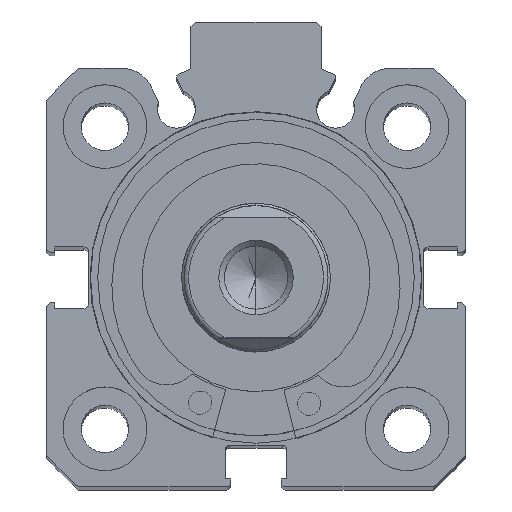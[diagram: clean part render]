
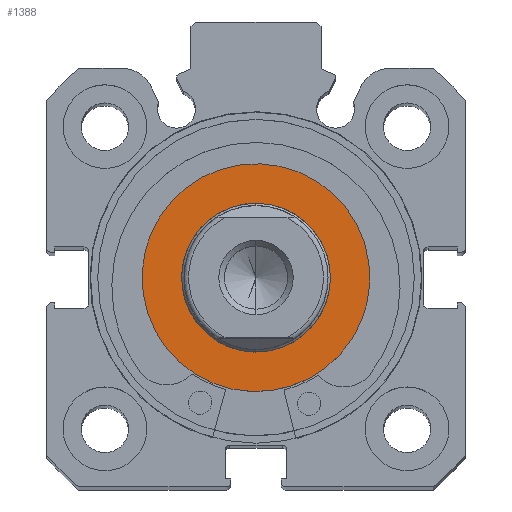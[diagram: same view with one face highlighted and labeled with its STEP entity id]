
A CAD part, top view. The second image highlights one B-rep face of the part: STEP entity #1388.
In plain terms, the highlighted face is planar.
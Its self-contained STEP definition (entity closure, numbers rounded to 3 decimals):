
#261 = VERTEX_POINT ( 'NONE', #389 ) ;
#262 = VERTEX_POINT ( 'NONE', #388 ) ;
#263 = VERTEX_POINT ( 'NONE', #387 ) ;
#265 = VERTEX_POINT ( 'NONE', #385 ) ;
#385 = CARTESIAN_POINT ( 'NONE',  ( 0., 0., 12.25 ) ) ;
#387 = CARTESIAN_POINT ( 'NONE',  ( 0., 0., 8. ) ) ;
#388 = CARTESIAN_POINT ( 'NONE',  ( 0., 0., -8. ) ) ;
#389 = CARTESIAN_POINT ( 'NONE',  ( 0., 0., -12.25 ) ) ;
#739 = ORIENTED_EDGE ( 'NONE', *, *, #6898, .F. ) ;
#746 = ORIENTED_EDGE ( 'NONE', *, *, #7200, .F. ) ;
#843 = ORIENTED_EDGE ( 'NONE', *, *, #7215, .T. ) ;
#844 = ORIENTED_EDGE ( 'NONE', *, *, #7060, .T. ) ;
#953 = EDGE_LOOP ( 'NONE', ( #843, #844 ) ) ;
#1045 = EDGE_LOOP ( 'NONE', ( #739, #746 ) ) ;
#1388 = ADVANCED_FACE ( 'NONE', ( #2987, #2998 ), #4075, .F. ) ;
#1815 = AXIS2_PLACEMENT_3D ( 'NONE', #4074, #4076, #4077 ) ;
#1920 = AXIS2_PLACEMENT_3D ( 'NONE', #5507, #5514, #5515 ) ;
#1989 = AXIS2_PLACEMENT_3D ( 'NONE', #5982, #5984, #5985 ) ;
#2051 = AXIS2_PLACEMENT_3D ( 'NONE', #6330, #6342, #6343 ) ;
#2058 = AXIS2_PLACEMENT_3D ( 'NONE', #6368, #6386, #6387 ) ;
#2987 = FACE_BOUND ( 'NONE', #1045, .T. ) ;
#2998 = FACE_OUTER_BOUND ( 'NONE', #953, .T. ) ;
#4074 = CARTESIAN_POINT ( 'NONE',  ( 0., 12.25, 0. ) ) ;
#4075 = PLANE ( 'NONE',  #1815 ) ;
#4076 = DIRECTION ( 'NONE',  ( 1., 0., 0. ) ) ;
#4077 = DIRECTION ( 'NONE',  ( 0., 0., -1. ) ) ;
#4780 = CIRCLE ( 'NONE', #1920, 8. ) ;
#5008 = CIRCLE ( 'NONE', #1989, 12.25 ) ;
#5223 = CIRCLE ( 'NONE', #2051, 8. ) ;
#5243 = CIRCLE ( 'NONE', #2058, 12.25 ) ;
#5507 = CARTESIAN_POINT ( 'NONE',  ( 0., 0., 0. ) ) ;
#5514 = DIRECTION ( 'NONE',  ( -1., 0., 0. ) ) ;
#5515 = DIRECTION ( 'NONE',  ( 0., 0., 1. ) ) ;
#5982 = CARTESIAN_POINT ( 'NONE',  ( 0., 0., 0. ) ) ;
#5984 = DIRECTION ( 'NONE',  ( -1., 0., 0. ) ) ;
#5985 = DIRECTION ( 'NONE',  ( 0., 0., 1. ) ) ;
#6330 = CARTESIAN_POINT ( 'NONE',  ( 0., 0., 0. ) ) ;
#6342 = DIRECTION ( 'NONE',  ( -1., 0., 0. ) ) ;
#6343 = DIRECTION ( 'NONE',  ( 0., 0., 1. ) ) ;
#6368 = CARTESIAN_POINT ( 'NONE',  ( 0., 0., 0. ) ) ;
#6386 = DIRECTION ( 'NONE',  ( -1., 0., 0. ) ) ;
#6387 = DIRECTION ( 'NONE',  ( 0., 0., 1. ) ) ;
#6898 = EDGE_CURVE ( 'NONE', #263, #262, #4780, .T. ) ;
#7060 = EDGE_CURVE ( 'NONE', #261, #265, #5008, .T. ) ;
#7200 = EDGE_CURVE ( 'NONE', #262, #263, #5223, .T. ) ;
#7215 = EDGE_CURVE ( 'NONE', #265, #261, #5243, .T. ) ;
